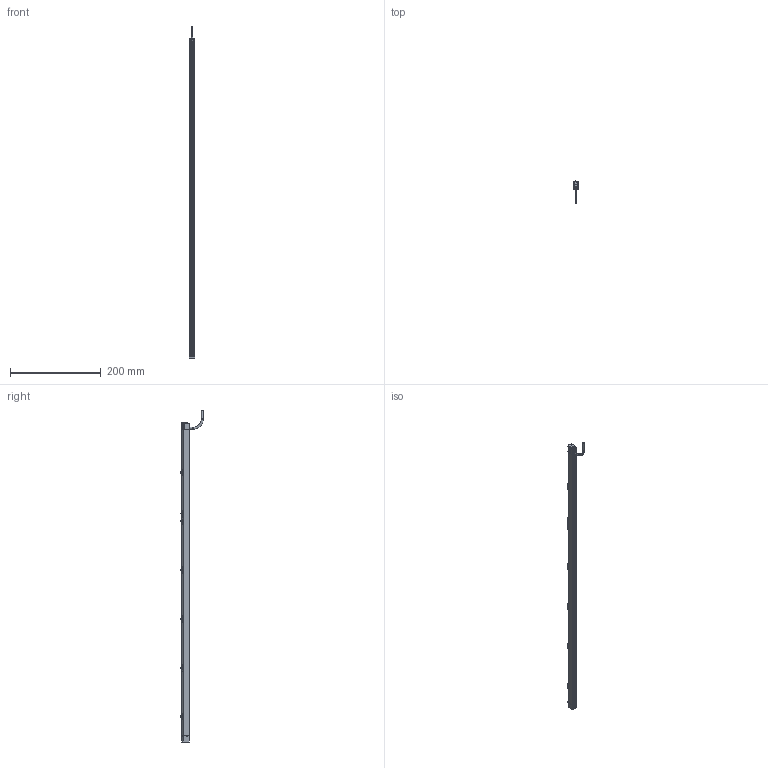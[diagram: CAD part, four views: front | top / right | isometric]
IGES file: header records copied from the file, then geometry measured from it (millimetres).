
Start section:  PTC IGES file: 231474_sm01.igs
Global section: file name: 231474_sm01.igs; native system: Creo Parametric by PTC Inc.; preprocessor: 2019292; author: PDMAdmin; organization: Unknown; date: 20221219.161640; units: millimetre
Bounding box: 12.81 x 49.18 x 733.58 mm (x, y, z)
Volume: 886.1 mm3; surface area: 215240.3 mm2
Topology: 1 solids, 4 shells, 2566 faces, 12852 edges, 15759 vertices
Faces by surface type: bspline 1708, revolution 834, extrusion 24
